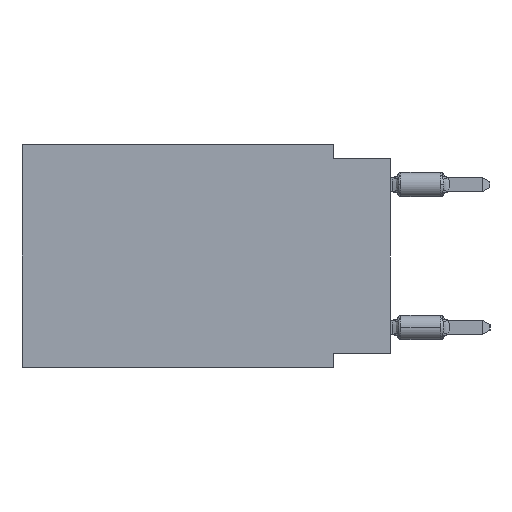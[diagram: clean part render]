
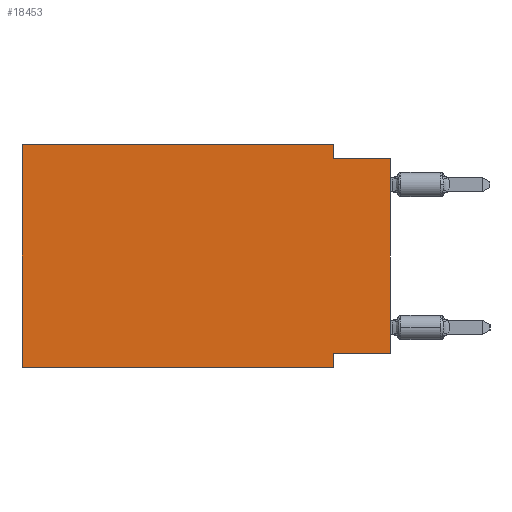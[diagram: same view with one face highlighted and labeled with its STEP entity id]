
A CAD part, left-side view. The second image highlights one B-rep face of the part: STEP entity #18453.
In plain terms, the highlighted planar face has unit normal (-1, 0, 0).
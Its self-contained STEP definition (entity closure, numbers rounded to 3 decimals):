
#135 = ORIENTED_EDGE ( 'NONE', *, *, #28782, .F. ) ;
#472 = AXIS2_PLACEMENT_3D ( 'NONE', #11947, #18601, #28072 ) ;
#1274 = PLANE ( 'NONE',  #472 ) ;
#2689 = VECTOR ( 'NONE', #21581, 1000. ) ;
#2901 = EDGE_CURVE ( 'NONE', #13917, #21547, #24809, .T. ) ;
#3331 = LINE ( 'NONE', #32466, #10010 ) ;
#4000 = CARTESIAN_POINT ( 'NONE',  ( 0., 2.54, -9.906 ) ) ;
#4612 = DIRECTION ( 'NONE',  ( 0., 0., 1. ) ) ;
#5591 = VERTEX_POINT ( 'NONE', #18767 ) ;
#8566 = EDGE_CURVE ( 'NONE', #27892, #21729, #23196, .T. ) ;
#9058 = EDGE_LOOP ( 'NONE', ( #28969, #13823, #20605, #135, #9132, #37918, #20169, #20181 ) ) ;
#9132 = ORIENTED_EDGE ( 'NONE', *, *, #37215, .F. ) ;
#10010 = VECTOR ( 'NONE', #33113, 1000. ) ;
#11228 = DIRECTION ( 'NONE',  ( 0., 0., -1. ) ) ;
#11947 = CARTESIAN_POINT ( 'NONE',  ( 0., 16.383, 0. ) ) ;
#13823 = ORIENTED_EDGE ( 'NONE', *, *, #31044, .F. ) ;
#13911 = EDGE_CURVE ( 'NONE', #21729, #16719, #14269, .T. ) ;
#13917 = VERTEX_POINT ( 'NONE', #34202 ) ;
#14269 = LINE ( 'NONE', #4000, #39942 ) ;
#14966 = CARTESIAN_POINT ( 'NONE',  ( 0., 2.54, 0. ) ) ;
#16719 = VERTEX_POINT ( 'NONE', #36292 ) ;
#16818 = EDGE_CURVE ( 'NONE', #27892, #28507, #28888, .T. ) ;
#16960 = DIRECTION ( 'NONE',  ( 0., 1., 0. ) ) ;
#18194 = EDGE_CURVE ( 'NONE', #5591, #16719, #36009, .T. ) ;
#18453 = ADVANCED_FACE ( 'NONE', ( #24422 ), #1274, .F. ) ;
#18526 = CARTESIAN_POINT ( 'NONE',  ( 0., 0., -0.635 ) ) ;
#18601 = DIRECTION ( 'NONE',  ( 1., 0., 0. ) ) ;
#18767 = CARTESIAN_POINT ( 'NONE',  ( 0., 16.383, -9.906 ) ) ;
#19033 = CARTESIAN_POINT ( 'NONE',  ( 0., 0., 0. ) ) ;
#19505 = DIRECTION ( 'NONE',  ( 0., -1., 0. ) ) ;
#19890 = VERTEX_POINT ( 'NONE', #22685 ) ;
#20169 = ORIENTED_EDGE ( 'NONE', *, *, #13911, .F. ) ;
#20181 = ORIENTED_EDGE ( 'NONE', *, *, #8566, .F. ) ;
#20605 = ORIENTED_EDGE ( 'NONE', *, *, #2901, .F. ) ;
#20686 = CARTESIAN_POINT ( 'NONE',  ( 0., 16.383, 0. ) ) ;
#20807 = VECTOR ( 'NONE', #34135, 1000. ) ;
#21012 = VECTOR ( 'NONE', #19505, 1000. ) ;
#21547 = VERTEX_POINT ( 'NONE', #38353 ) ;
#21581 = DIRECTION ( 'NONE',  ( 0., 0., -1. ) ) ;
#21729 = VERTEX_POINT ( 'NONE', #26590 ) ;
#22685 = CARTESIAN_POINT ( 'NONE',  ( 0., 16.383, 0. ) ) ;
#23196 = LINE ( 'NONE', #29815, #36137 ) ;
#24274 = LINE ( 'NONE', #30116, #35891 ) ;
#24422 = FACE_OUTER_BOUND ( 'NONE', #9058, .T. ) ;
#24809 = LINE ( 'NONE', #14966, #2689 ) ;
#26590 = CARTESIAN_POINT ( 'NONE',  ( 0., 2.54, -9.271 ) ) ;
#27892 = VERTEX_POINT ( 'NONE', #42009 ) ;
#28072 = DIRECTION ( 'NONE',  ( 0., 0., -1. ) ) ;
#28507 = VERTEX_POINT ( 'NONE', #18526 ) ;
#28782 = EDGE_CURVE ( 'NONE', #19890, #13917, #24274, .T. ) ;
#28888 = LINE ( 'NONE', #19033, #20807 ) ;
#28969 = ORIENTED_EDGE ( 'NONE', *, *, #16818, .T. ) ;
#29815 = CARTESIAN_POINT ( 'NONE',  ( 0., 0., -9.271 ) ) ;
#30116 = CARTESIAN_POINT ( 'NONE',  ( 0., 16.383, 0. ) ) ;
#31044 = EDGE_CURVE ( 'NONE', #21547, #28507, #3331, .T. ) ;
#32176 = CARTESIAN_POINT ( 'NONE',  ( 0., 16.383, -9.906 ) ) ;
#32466 = CARTESIAN_POINT ( 'NONE',  ( 0., 0., -0.635 ) ) ;
#33113 = DIRECTION ( 'NONE',  ( 0., -1., 0. ) ) ;
#33133 = LINE ( 'NONE', #20686, #35386 ) ;
#34135 = DIRECTION ( 'NONE',  ( 0., 0., 1. ) ) ;
#34202 = CARTESIAN_POINT ( 'NONE',  ( 0., 2.54, 0. ) ) ;
#35386 = VECTOR ( 'NONE', #4612, 1000. ) ;
#35891 = VECTOR ( 'NONE', #40561, 1000. ) ;
#36009 = LINE ( 'NONE', #32176, #21012 ) ;
#36137 = VECTOR ( 'NONE', #16960, 1000. ) ;
#36292 = CARTESIAN_POINT ( 'NONE',  ( 0., 2.54, -9.906 ) ) ;
#37215 = EDGE_CURVE ( 'NONE', #5591, #19890, #33133, .T. ) ;
#37918 = ORIENTED_EDGE ( 'NONE', *, *, #18194, .T. ) ;
#38353 = CARTESIAN_POINT ( 'NONE',  ( 0., 2.54, -0.635 ) ) ;
#39942 = VECTOR ( 'NONE', #11228, 1000. ) ;
#40561 = DIRECTION ( 'NONE',  ( 0., -1., 0. ) ) ;
#42009 = CARTESIAN_POINT ( 'NONE',  ( 0., 0., -9.271 ) ) ;
